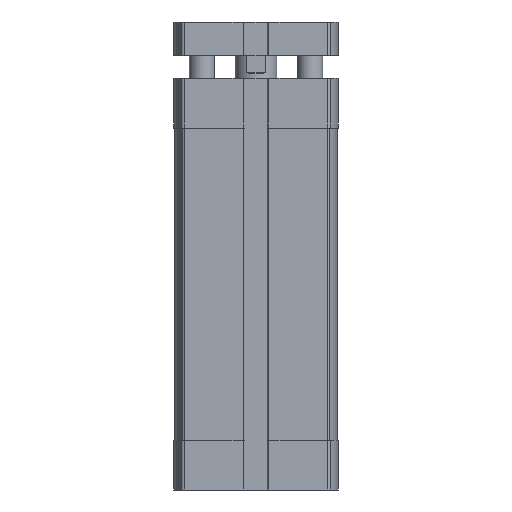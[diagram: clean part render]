
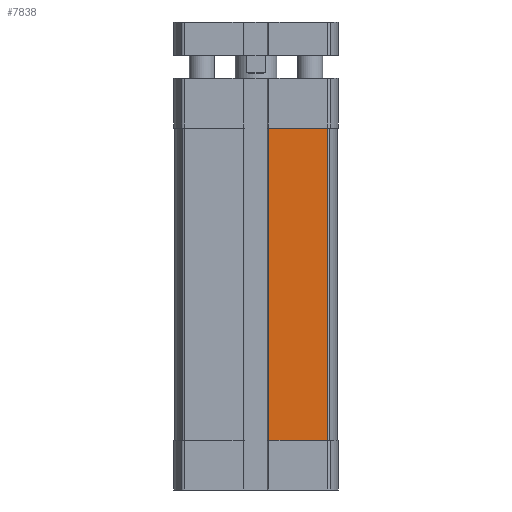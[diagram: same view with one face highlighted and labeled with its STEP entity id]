
A CAD part, front view. The second image highlights one B-rep face of the part: STEP entity #7838.
In plain terms, the highlighted face is planar.
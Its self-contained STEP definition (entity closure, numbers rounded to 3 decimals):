
#73=PLANE('',#8487);
#682=LINE('',#12505,#1316);
#683=LINE('',#12508,#1317);
#684=LINE('',#12510,#1318);
#685=LINE('',#12512,#1319);
#1316=VECTOR('',#9838,1000.);
#1317=VECTOR('',#9839,1000.);
#1318=VECTOR('',#9840,1000.);
#1319=VECTOR('',#9841,1000.);
#2382=ORIENTED_EDGE('',*,*,#4456,.F.);
#2383=ORIENTED_EDGE('',*,*,#4457,.F.);
#2384=ORIENTED_EDGE('',*,*,#4458,.T.);
#2385=ORIENTED_EDGE('',*,*,#4459,.T.);
#4456=EDGE_CURVE('',#5499,#5500,#682,.T.);
#4457=EDGE_CURVE('',#5501,#5499,#683,.T.);
#4458=EDGE_CURVE('',#5501,#5502,#684,.T.);
#4459=EDGE_CURVE('',#5502,#5500,#685,.T.);
#5499=VERTEX_POINT('',#12506);
#5500=VERTEX_POINT('',#12507);
#5501=VERTEX_POINT('',#12509);
#5502=VERTEX_POINT('',#12511);
#6505=EDGE_LOOP('',(#2382,#2383,#2384,#2385));
#7109=FACE_BOUND('',#6505,.T.);
#7838=ADVANCED_FACE('',(#7109),#73,.T.);
#8487=AXIS2_PLACEMENT_3D('',#12504,#9836,#9837);
#9836=DIRECTION('',(-1.,0.,0.));
#9837=DIRECTION('',(0.,0.,1.));
#9838=DIRECTION('',(0.,-1.,0.));
#9839=DIRECTION('',(0.,0.,1.));
#9840=DIRECTION('',(0.,-1.,0.));
#9841=DIRECTION('',(0.,0.,1.));
#12504=CARTESIAN_POINT('',(-19.5,-3.1,-87.));
#12505=CARTESIAN_POINT('',(-19.5,-3.1,-12.));
#12506=CARTESIAN_POINT('',(-19.5,-3.1,-12.));
#12507=CARTESIAN_POINT('',(-19.5,-17.091,-12.));
#12508=CARTESIAN_POINT('',(-19.5,-3.1,-87.));
#12509=CARTESIAN_POINT('',(-19.5,-3.1,-87.));
#12510=CARTESIAN_POINT('',(-19.5,-3.1,-87.));
#12511=CARTESIAN_POINT('',(-19.5,-17.091,-87.));
#12512=CARTESIAN_POINT('',(-19.5,-17.091,-87.));
